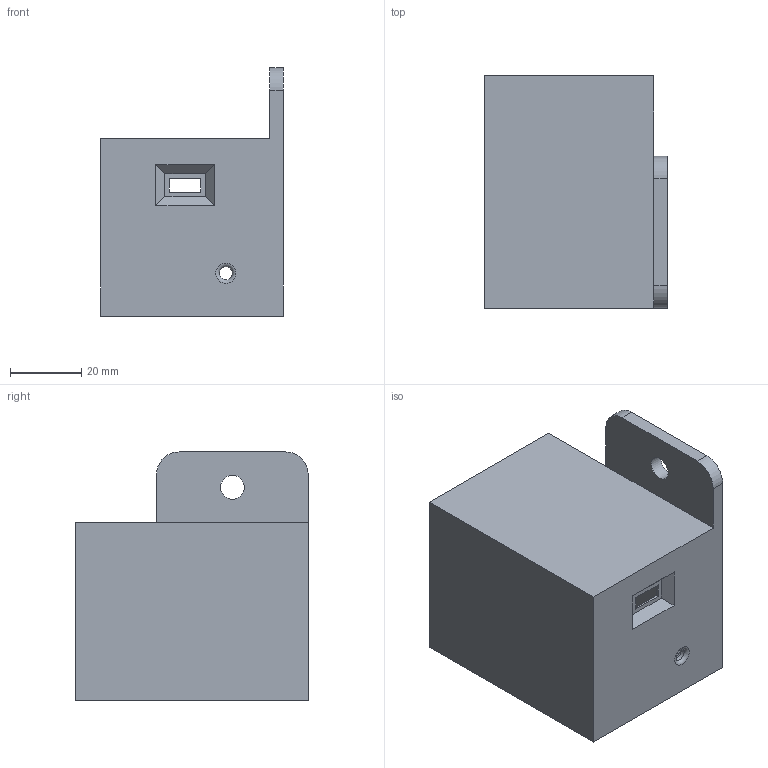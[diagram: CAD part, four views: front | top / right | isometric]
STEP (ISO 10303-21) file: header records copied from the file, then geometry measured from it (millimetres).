
FILE_DESCRIPTION(/* description */ (''),/* implementation_level */ '2;1');
FILE_NAME(/* name */ 'Housing v14.step',/* time_stamp */ '2023-07-15T05:52:03-05:00',/* author */ (''),/* organization */ (''),/* preprocessor_version */ 'ST-DEVELOPER v19.2',/* originating_system */ 'Autodesk Translation Framework v12.6.0.85',/* authorisation */ '');
FILE_SCHEMA (('AUTOMOTIVE_DESIGN { 1 0 10303 214 3 1 1 }'));
Length unit declared in the file: inch
Products named in the file (1): Housing
Bounding box: 51.4 x 65.41 x 69.85 mm (x, y, z)
Volume: 57117.5 mm3; surface area: 31745.3 mm2
Topology: 1 solids, 1 shells, 42 faces, 101 edges, 67 vertices
Faces by surface type: plane 32, cylinder 8, torus 2
Full cylindrical faces by diameter (mm): 2.54 x4, 3.683 x1, 6.731 x1
Entity records: 1273 total; most frequent: CARTESIAN_POINT 211, DIRECTION 209, ORIENTED_EDGE 202, EDGE_CURVE 101, LINE 79, VECTOR 79, VERTEX_POINT 67, AXIS2_PLACEMENT_3D 65
